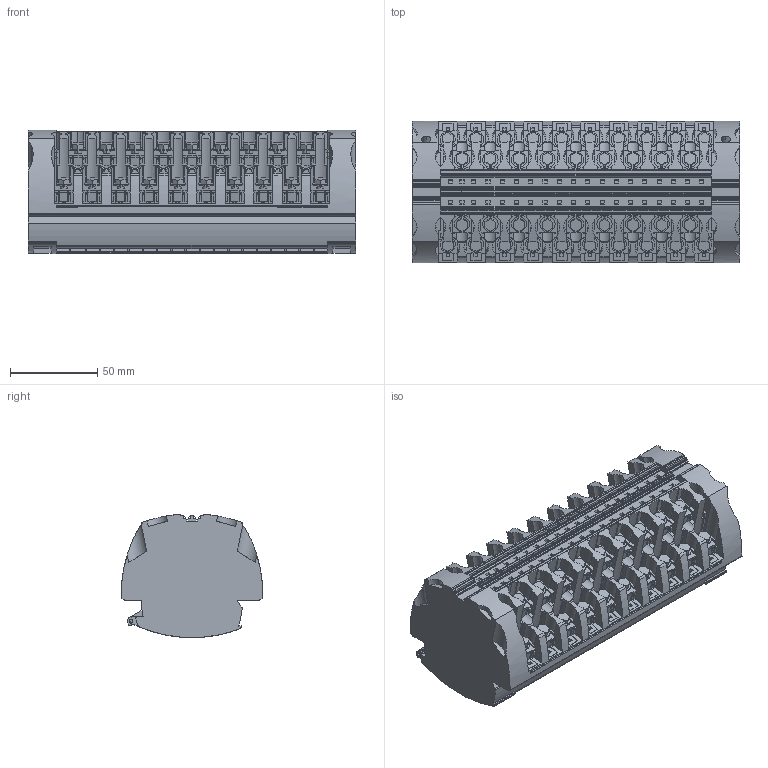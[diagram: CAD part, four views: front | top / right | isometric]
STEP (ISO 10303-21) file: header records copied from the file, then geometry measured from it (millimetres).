
FILE_DESCRIPTION(('Creo Elements/Direct Modeling STEP Export'),'2;1');
FILE_NAME('model.stp','2020-08-10T 9:14:44',(''),(''),'Creo Elements/Direct Modeling STEP processor for AP214 (Solid Model)','Creo Elements/Direct Modeling 20.1A 29-Sep-2018 (C) Parametric Technology GmbH','');
FILE_SCHEMA(('AUTOMOTIVE_DESIGN { 1 0 10303 214 1 1 1 1 }'));
Length unit declared in the file: millimetre
Products named in the file (2): RSCWE_6_3_19-select
Assembly tree (1 placements, depth 2):
  RSCWE_6_3_19-select
    RSCWE_6_3_19-select
Bounding box: 187.45 x 80.92 x 70.49 mm (x, y, z)
Volume: 679796.4 mm3; surface area: 121303.8 mm2
Topology: 1 solids, 1 shells, 5991 faces, 18235 edges, 12072 vertices
Faces by surface type: plane 4972, cylinder 1015, bspline 4
Entity records: 227728 total; most frequent: CARTESIAN_POINT 54575, ORIENTED_EDGE 36470, DIRECTION 31516, EDGE_CURVE 18235, VECTOR 15510, LINE 15510, VERTEX_POINT 12072, AXIS2_PLACEMENT_3D 8003
